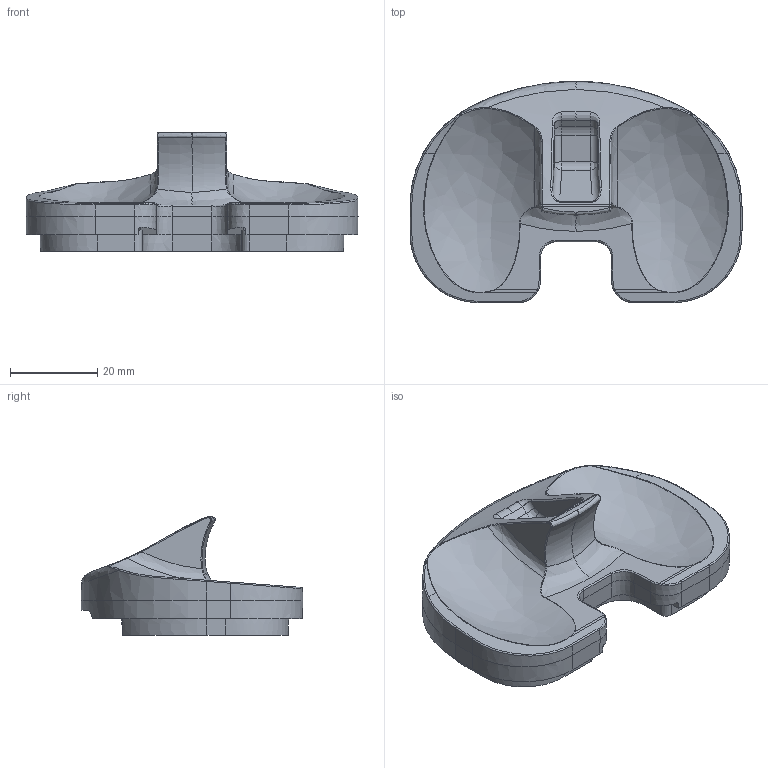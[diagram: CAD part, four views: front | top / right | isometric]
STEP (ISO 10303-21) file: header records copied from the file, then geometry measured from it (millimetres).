
FILE_DESCRIPTION((''),'2;1');
FILE_NAME('STB-4','2011-05-31T',('Administrator'),(''),'PRO/ENGINEER BY PARAMETRIC TECHNOLOGY CORPORATION, 2001280','PRO/ENGINEER BY PARAMETRIC TECHNOLOGY CORPORATION, 2001280','');
FILE_SCHEMA(('CONFIG_CONTROL_DESIGN'));
Length unit declared in the file: millimetre
Products named in the file (1): STB-4
Bounding box: 76.12 x 50.78 x 27.21 mm (x, y, z)
Volume: 20805 mm3; surface area: 10992.7 mm2
Topology: 1 solids, 1 shells, 202 faces, 507 edges, 308 vertices
Faces by surface type: bspline 98, plane 51, cylinder 34, cone 14, torus 4, extrusion 1
Entity records: 13391 total; most frequent: CARTESIAN_POINT 9331, ORIENTED_EDGE 1014, DIRECTION 574, EDGE_CURVE 507, VERTEX_POINT 308, B_SPLINE_CURVE_WITH_KNOTS 245, AXIS2_PLACEMENT_3D 207, EDGE_LOOP 203
